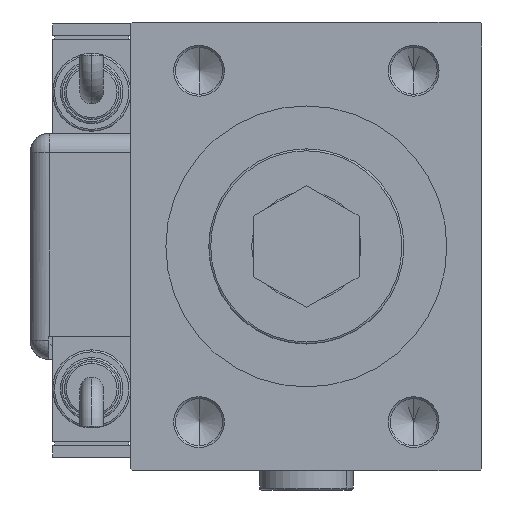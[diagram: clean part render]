
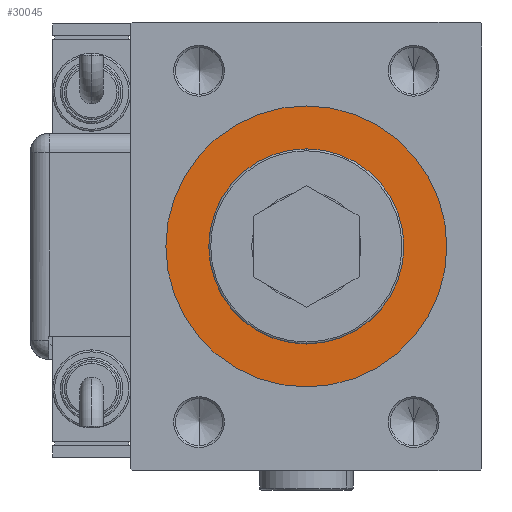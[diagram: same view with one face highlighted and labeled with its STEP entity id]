
A CAD part, left-side view. The second image highlights one B-rep face of the part: STEP entity #30045.
In plain terms, the highlighted face is planar.
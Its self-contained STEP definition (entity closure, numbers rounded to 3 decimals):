
#462 = CARTESIAN_POINT ( 'NONE',  ( 148.7, 0., 25. ) ) ;
#1887 = CARTESIAN_POINT ( 'NONE',  ( 148.7, 0., -36. ) ) ;
#3287 = CARTESIAN_POINT ( 'NONE',  ( 148.7, 0., 0. ) ) ;
#3783 = EDGE_CURVE ( 'NONE', #41434, #44834, #58461, .T. ) ;
#3937 = DIRECTION ( 'NONE',  ( 0., 0., -1. ) ) ;
#6505 = CIRCLE ( 'NONE', #22710, 36. ) ;
#7337 = DIRECTION ( 'NONE',  ( 1., 0., 0. ) ) ;
#8424 = AXIS2_PLACEMENT_3D ( 'NONE', #37306, #19212, #43308 ) ;
#8466 = FACE_OUTER_BOUND ( 'NONE', #41991, .T. ) ;
#12076 = CARTESIAN_POINT ( 'NONE',  ( 148.7, 0., 0. ) ) ;
#12862 = CIRCLE ( 'NONE', #38202, 25. ) ;
#13087 = DIRECTION ( 'NONE',  ( 0., 0., -1. ) ) ;
#13422 = CARTESIAN_POINT ( 'NONE',  ( 148.7, 0., 0. ) ) ;
#17403 = ORIENTED_EDGE ( 'NONE', *, *, #3783, .F. ) ;
#18594 = PLANE ( 'NONE',  #8424 ) ;
#19212 = DIRECTION ( 'NONE',  ( 1., 0., 0. ) ) ;
#22710 = AXIS2_PLACEMENT_3D ( 'NONE', #13422, #27679, #3937 ) ;
#23073 = AXIS2_PLACEMENT_3D ( 'NONE', #3287, #23242, #13087 ) ;
#23242 = DIRECTION ( 'NONE',  ( 1., 0., 0. ) ) ;
#25846 = CARTESIAN_POINT ( 'NONE',  ( 148.7, 0., 36. ) ) ;
#27679 = DIRECTION ( 'NONE',  ( 1., 0., 0. ) ) ;
#28502 = DIRECTION ( 'NONE',  ( 1., 0., 0. ) ) ;
#29957 = CIRCLE ( 'NONE', #41090, 36. ) ;
#30045 = ADVANCED_FACE ( 'NONE', ( #42383, #8466 ), #18594, .T. ) ;
#30163 = DIRECTION ( 'NONE',  ( 0., 0., -1. ) ) ;
#35837 = EDGE_CURVE ( 'NONE', #51974, #44591, #6505, .T. ) ;
#37306 = CARTESIAN_POINT ( 'NONE',  ( 148.7, 0., 0. ) ) ;
#38202 = AXIS2_PLACEMENT_3D ( 'NONE', #52292, #28502, #56091 ) ;
#41090 = AXIS2_PLACEMENT_3D ( 'NONE', #12076, #7337, #30163 ) ;
#41434 = VERTEX_POINT ( 'NONE', #44101 ) ;
#41991 = EDGE_LOOP ( 'NONE', ( #43361, #62457 ) ) ;
#42383 = FACE_BOUND ( 'NONE', #48147, .T. ) ;
#42925 = ORIENTED_EDGE ( 'NONE', *, *, #59709, .F. ) ;
#43308 = DIRECTION ( 'NONE',  ( 0., 0., -1. ) ) ;
#43361 = ORIENTED_EDGE ( 'NONE', *, *, #35837, .T. ) ;
#44101 = CARTESIAN_POINT ( 'NONE',  ( 148.7, 0., -25. ) ) ;
#44591 = VERTEX_POINT ( 'NONE', #25846 ) ;
#44834 = VERTEX_POINT ( 'NONE', #462 ) ;
#48147 = EDGE_LOOP ( 'NONE', ( #42925, #17403 ) ) ;
#51974 = VERTEX_POINT ( 'NONE', #1887 ) ;
#52292 = CARTESIAN_POINT ( 'NONE',  ( 148.7, 0., 0. ) ) ;
#56091 = DIRECTION ( 'NONE',  ( 0., 0., -1. ) ) ;
#56194 = EDGE_CURVE ( 'NONE', #44591, #51974, #29957, .T. ) ;
#58461 = CIRCLE ( 'NONE', #23073, 25. ) ;
#59709 = EDGE_CURVE ( 'NONE', #44834, #41434, #12862, .T. ) ;
#62457 = ORIENTED_EDGE ( 'NONE', *, *, #56194, .T. ) ;
